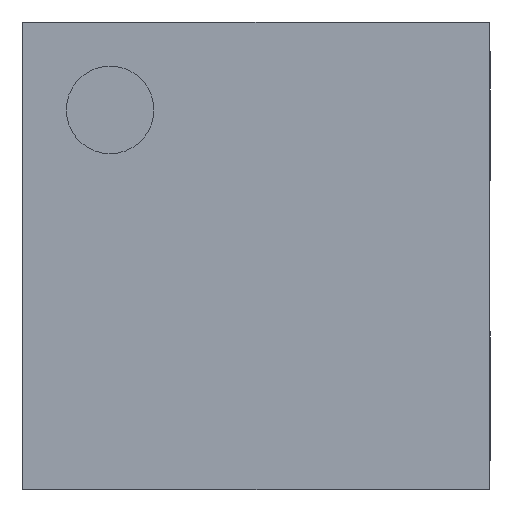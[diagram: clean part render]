
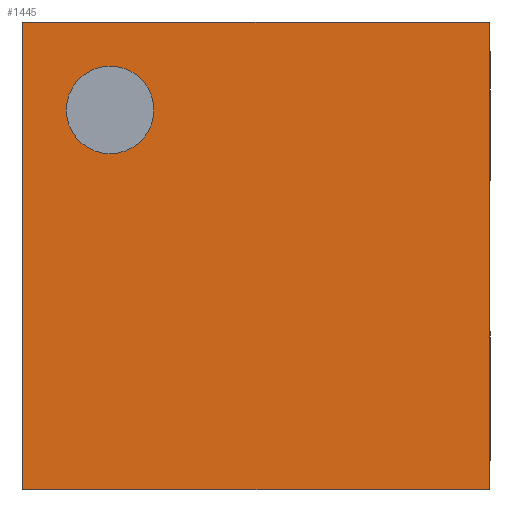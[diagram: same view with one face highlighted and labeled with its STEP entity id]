
A CAD part, top view. The second image highlights one B-rep face of the part: STEP entity #1445.
In plain terms, the highlighted planar face has unit normal (0, 0, 1).
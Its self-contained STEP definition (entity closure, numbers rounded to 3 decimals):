
#7 = AXIS2_PLACEMENT_3D ( 'NONE', #776, #1145, #1299 ) ;
#39 = PLANE ( 'NONE',  #588 ) ;
#144 = VERTEX_POINT ( 'NONE', #1174 ) ;
#163 = VECTOR ( 'NONE', #1408, 1000. ) ;
#169 = EDGE_CURVE ( 'NONE', #511, #332, #830, .T. ) ;
#206 = FACE_OUTER_BOUND ( 'NONE', #1186, .T. ) ;
#237 = ORIENTED_EDGE ( 'NONE', *, *, #351, .T. ) ;
#258 = DIRECTION ( 'NONE',  ( 0., 0., -1. ) ) ;
#276 = VERTEX_POINT ( 'NONE', #602 ) ;
#326 = DIRECTION ( 'NONE',  ( -1., 0., 0. ) ) ;
#328 = VECTOR ( 'NONE', #520, 1000. ) ;
#332 = VERTEX_POINT ( 'NONE', #733 ) ;
#351 = EDGE_CURVE ( 'NONE', #276, #511, #881, .T. ) ;
#378 = LINE ( 'NONE', #1447, #328 ) ;
#478 = FACE_BOUND ( 'NONE', #1518, .T. ) ;
#511 = VERTEX_POINT ( 'NONE', #1349 ) ;
#520 = DIRECTION ( 'NONE',  ( 1., 0., 0. ) ) ;
#566 = ORIENTED_EDGE ( 'NONE', *, *, #1127, .T. ) ;
#587 = CARTESIAN_POINT ( 'NONE',  ( 0., 0.4, 0.4 ) ) ;
#588 = AXIS2_PLACEMENT_3D ( 'NONE', #1515, #1665, #1535 ) ;
#602 = CARTESIAN_POINT ( 'NONE',  ( 0.4, 0.4, 0.4 ) ) ;
#649 = LINE ( 'NONE', #1468, #163 ) ;
#671 = ORIENTED_EDGE ( 'NONE', *, *, #1225, .T. ) ;
#733 = CARTESIAN_POINT ( 'NONE',  ( -0.4, -0.4, 0.4 ) ) ;
#776 = CARTESIAN_POINT ( 'NONE',  ( -0.25, 0.25, 0.4 ) ) ;
#814 = DIRECTION ( 'NONE',  ( 1., 0., 0. ) ) ;
#830 = LINE ( 'NONE', #1770, #1124 ) ;
#843 = VECTOR ( 'NONE', #326, 1000. ) ;
#846 = CIRCLE ( 'NONE', #7, 0.075 ) ;
#848 = AXIS2_PLACEMENT_3D ( 'NONE', #1474, #258, #814 ) ;
#881 = LINE ( 'NONE', #587, #843 ) ;
#949 = DIRECTION ( 'NONE',  ( 0., -1., 0. ) ) ;
#991 = EDGE_CURVE ( 'NONE', #1081, #1321, #846, .T. ) ;
#1022 = ORIENTED_EDGE ( 'NONE', *, *, #1511, .T. ) ;
#1081 = VERTEX_POINT ( 'NONE', #1339 ) ;
#1124 = VECTOR ( 'NONE', #949, 1000. ) ;
#1127 = EDGE_CURVE ( 'NONE', #332, #144, #378, .T. ) ;
#1145 = DIRECTION ( 'NONE',  ( 0., 0., -1. ) ) ;
#1174 = CARTESIAN_POINT ( 'NONE',  ( 0.4, -0.4, 0.4 ) ) ;
#1186 = EDGE_LOOP ( 'NONE', ( #1022, #237, #1226, #566 ) ) ;
#1225 = EDGE_CURVE ( 'NONE', #1321, #1081, #1611, .T. ) ;
#1226 = ORIENTED_EDGE ( 'NONE', *, *, #169, .T. ) ;
#1276 = ORIENTED_EDGE ( 'NONE', *, *, #991, .T. ) ;
#1299 = DIRECTION ( 'NONE',  ( 1., 0., 0. ) ) ;
#1321 = VERTEX_POINT ( 'NONE', #1629 ) ;
#1339 = CARTESIAN_POINT ( 'NONE',  ( -0.325, 0.25, 0.4 ) ) ;
#1349 = CARTESIAN_POINT ( 'NONE',  ( -0.4, 0.4, 0.4 ) ) ;
#1408 = DIRECTION ( 'NONE',  ( 0., 1., 0. ) ) ;
#1445 = ADVANCED_FACE ( 'NONE', ( #206, #478 ), #39, .T. ) ;
#1447 = CARTESIAN_POINT ( 'NONE',  ( 0., -0.4, 0.4 ) ) ;
#1468 = CARTESIAN_POINT ( 'NONE',  ( 0.4, 0., 0.4 ) ) ;
#1474 = CARTESIAN_POINT ( 'NONE',  ( -0.25, 0.25, 0.4 ) ) ;
#1511 = EDGE_CURVE ( 'NONE', #144, #276, #649, .T. ) ;
#1515 = CARTESIAN_POINT ( 'NONE',  ( 0., 0., 0.4 ) ) ;
#1518 = EDGE_LOOP ( 'NONE', ( #671, #1276 ) ) ;
#1535 = DIRECTION ( 'NONE',  ( 1., 0., 0. ) ) ;
#1611 = CIRCLE ( 'NONE', #848, 0.075 ) ;
#1629 = CARTESIAN_POINT ( 'NONE',  ( -0.175, 0.25, 0.4 ) ) ;
#1665 = DIRECTION ( 'NONE',  ( 0., 0., 1. ) ) ;
#1770 = CARTESIAN_POINT ( 'NONE',  ( -0.4, 0., 0.4 ) ) ;
